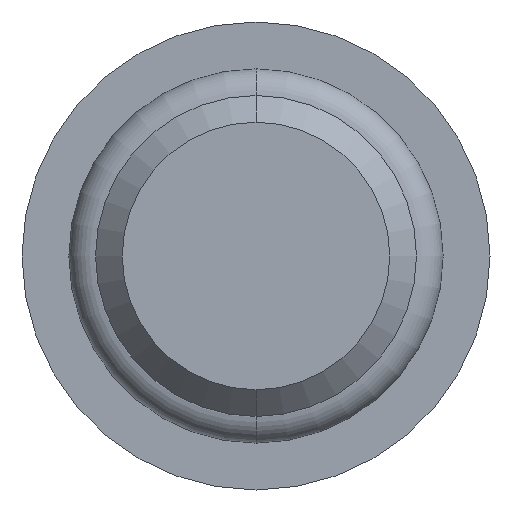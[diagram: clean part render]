
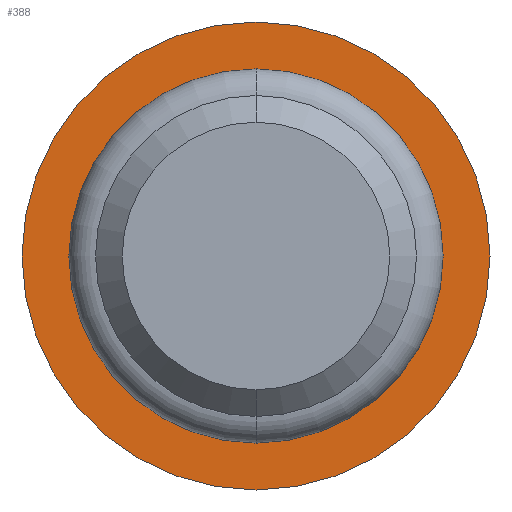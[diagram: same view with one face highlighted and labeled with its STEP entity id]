
A CAD part, front view. The second image highlights one B-rep face of the part: STEP entity #388.
In plain terms, the highlighted planar face has unit normal (0, -1, 0).
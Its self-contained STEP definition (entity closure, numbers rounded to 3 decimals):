
#82 = EDGE_CURVE ( 'NONE', #907, #898, #1163, .T. ) ;
#89 = EDGE_CURVE ( 'NONE', #898, #907, #1173, .T. ) ;
#100 = CARTESIAN_POINT ( 'NONE',  ( 0., 6.5, 0. ) ) ;
#103 = DIRECTION ( 'NONE',  ( 0., -1., 0. ) ) ;
#148 = CARTESIAN_POINT ( 'NONE',  ( 0., 6.5, 0. ) ) ;
#150 = DIRECTION ( 'NONE',  ( 0., 0., -1. ) ) ;
#165 = DIRECTION ( 'NONE',  ( 0., 0., -1. ) ) ;
#167 = DIRECTION ( 'NONE',  ( 0., -1., 0. ) ) ;
#194 = CIRCLE ( 'NONE', #1063, 7. ) ;
#204 = CIRCLE ( 'NONE', #1073, 7. ) ;
#304 = EDGE_LOOP ( 'NONE', ( #1021, #1022 ) ) ;
#311 = EDGE_CURVE ( 'NONE', #866, #876, #194, .T. ) ;
#320 = EDGE_CURVE ( 'NONE', #876, #866, #204, .T. ) ;
#344 = AXIS2_PLACEMENT_3D ( 'NONE', #780, #779, #777 ) ;
#388 = ADVANCED_FACE ( 'NONE', ( #1262, #1263 ), #545, .T. ) ;
#517 = DIRECTION ( 'NONE',  ( 0., 0., -1. ) ) ;
#543 = DIRECTION ( 'NONE',  ( 0., -1., 0. ) ) ;
#544 = CARTESIAN_POINT ( 'NONE',  ( 7., 6.5, 0. ) ) ;
#545 = PLANE ( 'NONE',  #1101 ) ;
#563 = CARTESIAN_POINT ( 'NONE',  ( 0., 6.5, 7. ) ) ;
#569 = CARTESIAN_POINT ( 'NONE',  ( 0., 6.5, 5.598 ) ) ;
#572 = CARTESIAN_POINT ( 'NONE',  ( 0., 6.5, -7. ) ) ;
#589 = CARTESIAN_POINT ( 'NONE',  ( 0., 6.5, -5.598 ) ) ;
#721 = ORIENTED_EDGE ( 'NONE', *, *, #311, .T. ) ;
#777 = DIRECTION ( 'NONE',  ( 0., 0., -1. ) ) ;
#779 = DIRECTION ( 'NONE',  ( 0., 1., 0. ) ) ;
#780 = CARTESIAN_POINT ( 'NONE',  ( 0., 6.5, 0. ) ) ;
#808 = DIRECTION ( 'NONE',  ( 0., 0., -1. ) ) ;
#825 = DIRECTION ( 'NONE',  ( 0., 1., 0. ) ) ;
#830 = CARTESIAN_POINT ( 'NONE',  ( 0., 6.5, 0. ) ) ;
#866 = VERTEX_POINT ( 'NONE', #572 ) ;
#876 = VERTEX_POINT ( 'NONE', #563 ) ;
#898 = VERTEX_POINT ( 'NONE', #589 ) ;
#907 = VERTEX_POINT ( 'NONE', #569 ) ;
#1021 = ORIENTED_EDGE ( 'NONE', *, *, #89, .T. ) ;
#1022 = ORIENTED_EDGE ( 'NONE', *, *, #82, .T. ) ;
#1027 = ORIENTED_EDGE ( 'NONE', *, *, #320, .T. ) ;
#1063 = AXIS2_PLACEMENT_3D ( 'NONE', #100, #103, #165 ) ;
#1073 = AXIS2_PLACEMENT_3D ( 'NONE', #148, #167, #150 ) ;
#1078 = AXIS2_PLACEMENT_3D ( 'NONE', #830, #825, #808 ) ;
#1101 = AXIS2_PLACEMENT_3D ( 'NONE', #544, #543, #517 ) ;
#1163 = CIRCLE ( 'NONE', #344, 5.598 ) ;
#1173 = CIRCLE ( 'NONE', #1078, 5.598 ) ;
#1194 = EDGE_LOOP ( 'NONE', ( #721, #1027 ) ) ;
#1262 = FACE_OUTER_BOUND ( 'NONE', #1194, .T. ) ;
#1263 = FACE_BOUND ( 'NONE', #304, .T. ) ;
